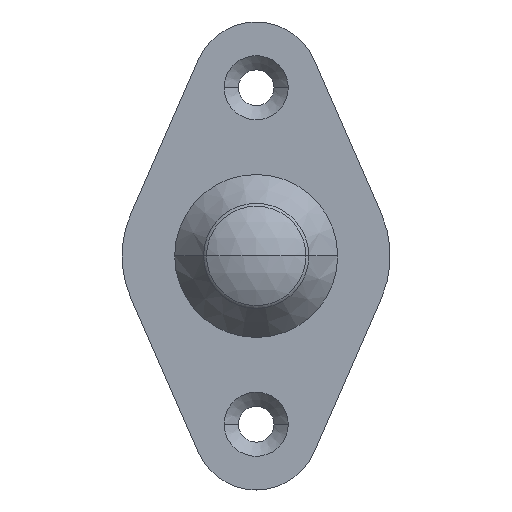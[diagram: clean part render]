
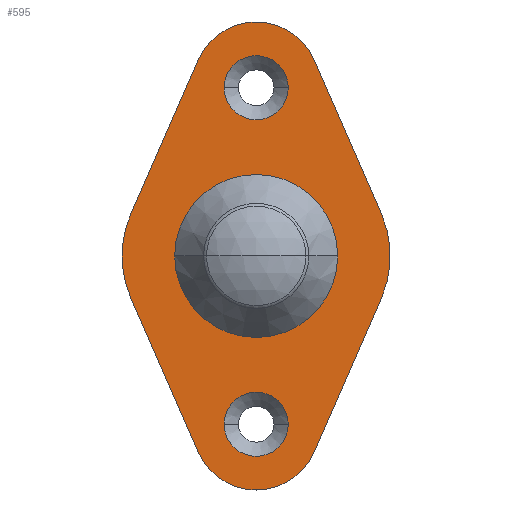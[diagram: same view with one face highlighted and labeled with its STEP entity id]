
A CAD part, top view. The second image highlights one B-rep face of the part: STEP entity #595.
In plain terms, the highlighted planar face has unit normal (0, 0, 1).
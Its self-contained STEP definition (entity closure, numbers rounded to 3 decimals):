
#3 = DIRECTION ( 'NONE',  ( 1., 0., 0. ) ) ;
#4 = VERTEX_POINT ( 'NONE', #887 ) ;
#7 = DIRECTION ( 'NONE',  ( -1., 0., 0. ) ) ;
#11 = CARTESIAN_POINT ( 'NONE',  ( -7.75, 0., 1.4 ) ) ;
#12 = CIRCLE ( 'NONE', #702, 10. ) ;
#17 = DIRECTION ( 'NONE',  ( 0., 0., 1. ) ) ;
#38 = ORIENTED_EDGE ( 'NONE', *, *, #53, .F. ) ;
#46 = DIRECTION ( 'NONE',  ( -1., 0., 0. ) ) ;
#50 = CARTESIAN_POINT ( 'NONE',  ( 5.496, 18.657, 1.4 ) ) ;
#53 = EDGE_CURVE ( 'NONE', #242, #241, #750, .T. ) ;
#67 = EDGE_CURVE ( 'NONE', #139, #1169, #470, .T. ) ;
#75 = ORIENTED_EDGE ( 'NONE', *, *, #343, .T. ) ;
#93 = VERTEX_POINT ( 'NONE', #1064 ) ;
#99 = ORIENTED_EDGE ( 'NONE', *, *, #233, .T. ) ;
#119 = EDGE_CURVE ( 'NONE', #714, #529, #1050, .T. ) ;
#126 = LINE ( 'NONE', #486, #822 ) ;
#139 = VERTEX_POINT ( 'NONE', #1102 ) ;
#143 = CARTESIAN_POINT ( 'NONE',  ( 11.91, 4.012, 1.4 ) ) ;
#146 = VECTOR ( 'NONE', #912, 1000. ) ;
#152 = EDGE_CURVE ( 'NONE', #452, #499, #12, .T. ) ;
#153 = CARTESIAN_POINT ( 'NONE',  ( 2.75, 0., 1.4 ) ) ;
#155 = DIRECTION ( 'NONE',  ( 0., 0., 1. ) ) ;
#168 = ORIENTED_EDGE ( 'NONE', *, *, #527, .T. ) ;
#171 = VERTEX_POINT ( 'NONE', #1017 ) ;
#211 = ORIENTED_EDGE ( 'NONE', *, *, #724, .F. ) ;
#216 = DIRECTION ( 'NONE',  ( 1., 0., 0. ) ) ;
#229 = EDGE_CURVE ( 'NONE', #499, #93, #1001, .T. ) ;
#233 = EDGE_CURVE ( 'NONE', #4, #139, #457, .T. ) ;
#241 = VERTEX_POINT ( 'NONE', #818 ) ;
#242 = VERTEX_POINT ( 'NONE', #11 ) ;
#244 = CARTESIAN_POINT ( 'NONE',  ( 0., 16.25, 1.4 ) ) ;
#279 = PLANE ( 'NONE',  #538 ) ;
#291 = DIRECTION ( 'NONE',  ( 1., 0., 0. ) ) ;
#309 = ORIENTED_EDGE ( 'NONE', *, *, #67, .T. ) ;
#312 = DIRECTION ( 'NONE',  ( 0., 0., 1. ) ) ;
#319 = EDGE_CURVE ( 'NONE', #1021, #809, #784, .T. ) ;
#343 = EDGE_CURVE ( 'NONE', #1169, #1043, #851, .T. ) ;
#351 = CARTESIAN_POINT ( 'NONE',  ( 0., 0., 1.4 ) ) ;
#355 = CARTESIAN_POINT ( 'NONE',  ( 0., -16.25, 1.4 ) ) ;
#376 = FACE_BOUND ( 'NONE', #503, .T. ) ;
#377 = EDGE_CURVE ( 'NONE', #479, #171, #126, .T. ) ;
#384 = EDGE_LOOP ( 'NONE', ( #490, #587 ) ) ;
#390 = DIRECTION ( 'NONE',  ( 0., 0., 1. ) ) ;
#394 = EDGE_CURVE ( 'NONE', #93, #4, #1165, .T. ) ;
#416 = ORIENTED_EDGE ( 'NONE', *, *, #152, .T. ) ;
#420 = ORIENTED_EDGE ( 'NONE', *, *, #229, .T. ) ;
#423 = DIRECTION ( 'NONE',  ( -1., 0., 0. ) ) ;
#450 = CARTESIAN_POINT ( 'NONE',  ( -2.75, 0., 1.4 ) ) ;
#452 = VERTEX_POINT ( 'NONE', #606 ) ;
#457 = LINE ( 'NONE', #831, #471 ) ;
#470 = CIRCLE ( 'NONE', #894, 10. ) ;
#471 = VECTOR ( 'NONE', #812, 1000. ) ;
#473 = EDGE_CURVE ( 'NONE', #1043, #479, #799, .T. ) ;
#479 = VERTEX_POINT ( 'NONE', #1067 ) ;
#486 = CARTESIAN_POINT ( 'NONE',  ( -5.496, 18.657, 1.4 ) ) ;
#488 = CIRCLE ( 'NONE', #785, 3.05 ) ;
#490 = ORIENTED_EDGE ( 'NONE', *, *, #1062, .F. ) ;
#492 = DIRECTION ( 'NONE',  ( -0.401, -0.916, 0. ) ) ;
#499 = VERTEX_POINT ( 'NONE', #603 ) ;
#503 = EDGE_LOOP ( 'NONE', ( #727, #512 ) ) ;
#509 = CARTESIAN_POINT ( 'NONE',  ( 3.05, -16., 1.4 ) ) ;
#512 = ORIENTED_EDGE ( 'NONE', *, *, #119, .F. ) ;
#518 = CARTESIAN_POINT ( 'NONE',  ( 3.05, 16., 1.4 ) ) ;
#521 = AXIS2_PLACEMENT_3D ( 'NONE', #556, #390, #216 ) ;
#527 = EDGE_CURVE ( 'NONE', #171, #452, #766, .T. ) ;
#529 = VERTEX_POINT ( 'NONE', #518 ) ;
#538 = AXIS2_PLACEMENT_3D ( 'NONE', #355, #717, #7 ) ;
#540 = AXIS2_PLACEMENT_3D ( 'NONE', #562, #740, #291 ) ;
#556 = CARTESIAN_POINT ( 'NONE',  ( 0., -16., 1.4 ) ) ;
#562 = CARTESIAN_POINT ( 'NONE',  ( 0., 0., 1.4 ) ) ;
#568 = ORIENTED_EDGE ( 'NONE', *, *, #377, .T. ) ;
#574 = DIRECTION ( 'NONE',  ( 1., 0., 0. ) ) ;
#587 = ORIENTED_EDGE ( 'NONE', *, *, #319, .F. ) ;
#589 = CARTESIAN_POINT ( 'NONE',  ( -2.75, 0., 1.4 ) ) ;
#595 = ADVANCED_FACE ( 'NONE', ( #1056, #960, #871, #376 ), #279, .F. ) ;
#603 = CARTESIAN_POINT ( 'NONE',  ( -11.91, -4.012, 1.4 ) ) ;
#606 = CARTESIAN_POINT ( 'NONE',  ( -12.75, 0., 1.4 ) ) ;
#617 = ORIENTED_EDGE ( 'NONE', *, *, #394, .T. ) ;
#627 = DIRECTION ( 'NONE',  ( 1., 0., 0. ) ) ;
#647 = DIRECTION ( 'NONE',  ( -0.401, 0.916, 0. ) ) ;
#654 = CARTESIAN_POINT ( 'NONE',  ( 0., -16., 1.4 ) ) ;
#663 = EDGE_CURVE ( 'NONE', #529, #714, #488, .T. ) ;
#683 = AXIS2_PLACEMENT_3D ( 'NONE', #696, #1077, #3 ) ;
#692 = EDGE_LOOP ( 'NONE', ( #617, #99, #309, #75, #1106, #568, #168, #416, #420 ) ) ;
#696 = CARTESIAN_POINT ( 'NONE',  ( 0., 16., 1.4 ) ) ;
#702 = AXIS2_PLACEMENT_3D ( 'NONE', #450, #738, #995 ) ;
#709 = CARTESIAN_POINT ( 'NONE',  ( 0., 16., 1.4 ) ) ;
#714 = VERTEX_POINT ( 'NONE', #1092 ) ;
#717 = DIRECTION ( 'NONE',  ( 0., 0., -1. ) ) ;
#724 = EDGE_CURVE ( 'NONE', #241, #242, #767, .T. ) ;
#727 = ORIENTED_EDGE ( 'NONE', *, *, #663, .F. ) ;
#738 = DIRECTION ( 'NONE',  ( 0., 0., 1. ) ) ;
#740 = DIRECTION ( 'NONE',  ( 0., 0., 1. ) ) ;
#750 = CIRCLE ( 'NONE', #783, 7.75 ) ;
#755 = CARTESIAN_POINT ( 'NONE',  ( 0., -16.25, 1.4 ) ) ;
#766 = CIRCLE ( 'NONE', #916, 10. ) ;
#767 = CIRCLE ( 'NONE', #540, 7.75 ) ;
#783 = AXIS2_PLACEMENT_3D ( 'NONE', #351, #789, #797 ) ;
#784 = CIRCLE ( 'NONE', #874, 3.05 ) ;
#785 = AXIS2_PLACEMENT_3D ( 'NONE', #709, #17, #627 ) ;
#788 = DIRECTION ( 'NONE',  ( 0., 0., 1. ) ) ;
#789 = DIRECTION ( 'NONE',  ( 0., 0., 1. ) ) ;
#797 = DIRECTION ( 'NONE',  ( 1., 0., 0. ) ) ;
#799 = CIRCLE ( 'NONE', #970, 6. ) ;
#805 = CARTESIAN_POINT ( 'NONE',  ( -11.91, -4.012, 1.4 ) ) ;
#809 = VERTEX_POINT ( 'NONE', #509 ) ;
#812 = DIRECTION ( 'NONE',  ( 0.401, 0.916, 0. ) ) ;
#818 = CARTESIAN_POINT ( 'NONE',  ( 7.75, 0., 1.4 ) ) ;
#822 = VECTOR ( 'NONE', #492, 1000. ) ;
#831 = CARTESIAN_POINT ( 'NONE',  ( 11.91, -4.012, 1.4 ) ) ;
#840 = CARTESIAN_POINT ( 'NONE',  ( -3.05, -16., 1.4 ) ) ;
#851 = LINE ( 'NONE', #50, #988 ) ;
#854 = DIRECTION ( 'NONE',  ( 0., 0., 1. ) ) ;
#857 = AXIS2_PLACEMENT_3D ( 'NONE', #755, #854, #46 ) ;
#866 = DIRECTION ( 'NONE',  ( -1., 0., 0. ) ) ;
#871 = FACE_BOUND ( 'NONE', #384, .T. ) ;
#874 = AXIS2_PLACEMENT_3D ( 'NONE', #654, #312, #574 ) ;
#886 = DIRECTION ( 'NONE',  ( 0., 0., 1. ) ) ;
#887 = CARTESIAN_POINT ( 'NONE',  ( 5.496, -18.657, 1.4 ) ) ;
#894 = AXIS2_PLACEMENT_3D ( 'NONE', #153, #886, #423 ) ;
#912 = DIRECTION ( 'NONE',  ( 0.401, -0.916, 0. ) ) ;
#916 = AXIS2_PLACEMENT_3D ( 'NONE', #589, #788, #1152 ) ;
#960 = FACE_BOUND ( 'NONE', #1053, .T. ) ;
#970 = AXIS2_PLACEMENT_3D ( 'NONE', #244, #155, #866 ) ;
#988 = VECTOR ( 'NONE', #647, 1000. ) ;
#995 = DIRECTION ( 'NONE',  ( 1., 0., 0. ) ) ;
#1001 = LINE ( 'NONE', #805, #146 ) ;
#1017 = CARTESIAN_POINT ( 'NONE',  ( -11.91, 4.012, 1.4 ) ) ;
#1021 = VERTEX_POINT ( 'NONE', #840 ) ;
#1037 = CIRCLE ( 'NONE', #521, 3.05 ) ;
#1043 = VERTEX_POINT ( 'NONE', #1125 ) ;
#1050 = CIRCLE ( 'NONE', #683, 3.05 ) ;
#1053 = EDGE_LOOP ( 'NONE', ( #38, #211 ) ) ;
#1056 = FACE_OUTER_BOUND ( 'NONE', #692, .T. ) ;
#1062 = EDGE_CURVE ( 'NONE', #809, #1021, #1037, .T. ) ;
#1064 = CARTESIAN_POINT ( 'NONE',  ( -5.496, -18.657, 1.4 ) ) ;
#1067 = CARTESIAN_POINT ( 'NONE',  ( -5.496, 18.657, 1.4 ) ) ;
#1077 = DIRECTION ( 'NONE',  ( 0., 0., 1. ) ) ;
#1092 = CARTESIAN_POINT ( 'NONE',  ( -3.05, 16., 1.4 ) ) ;
#1102 = CARTESIAN_POINT ( 'NONE',  ( 11.91, -4.012, 1.4 ) ) ;
#1106 = ORIENTED_EDGE ( 'NONE', *, *, #473, .T. ) ;
#1125 = CARTESIAN_POINT ( 'NONE',  ( 5.496, 18.657, 1.4 ) ) ;
#1152 = DIRECTION ( 'NONE',  ( 1., 0., 0. ) ) ;
#1165 = CIRCLE ( 'NONE', #857, 6. ) ;
#1169 = VERTEX_POINT ( 'NONE', #143 ) ;
